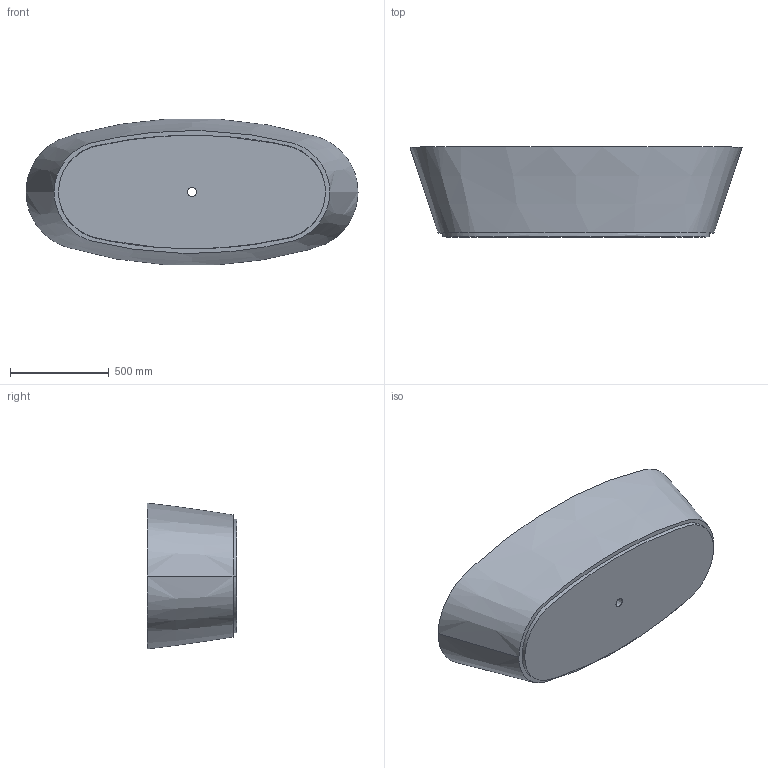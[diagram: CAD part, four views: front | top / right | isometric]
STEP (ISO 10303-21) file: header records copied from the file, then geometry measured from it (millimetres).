
FILE_DESCRIPTION (( 'STEP AP214' ), '1' );
FILE_NAME ('CC-012.STEP', '2018-04-23T10:45:27', ( 'User' ), ( '' ), 'SwSTEP 2.0', 'SolidWorks 2017', '' );
FILE_SCHEMA (( 'AUTOMOTIVE_DESIGN' ));
Length unit declared in the file: millimetre
Products named in the file (2): CC-012
Bounding box: 1680 x 455 x 737.93 mm (x, y, z)
Volume: 99810855.4 mm3; surface area: 4417858.4 mm2
Topology: 1 solids, 1 shells, 12 faces, 24 edges, 14 vertices
Faces by surface type: bspline 10, plane 2
Entity records: 6080 total; most frequent: CARTESIAN_POINT 5857, ORIENTED_EDGE 48, EDGE_CURVE 24, B_SPLINE_CURVE_WITH_KNOTS 24, EDGE_LOOP 14, VERTEX_POINT 14, FACE_OUTER_BOUND 12, ADVANCED_FACE 12
